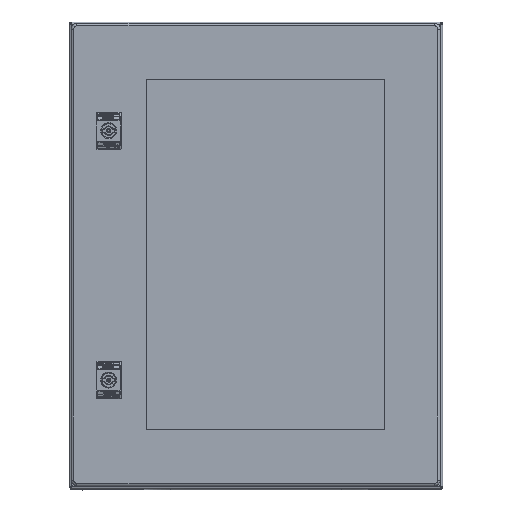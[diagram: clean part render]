
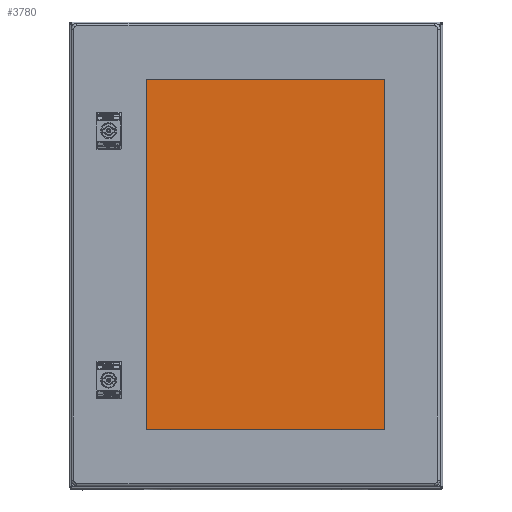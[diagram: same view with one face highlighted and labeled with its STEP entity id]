
A CAD part, top view. The second image highlights one B-rep face of the part: STEP entity #3780.
In plain terms, the highlighted planar face has unit normal (0, 0, 1).
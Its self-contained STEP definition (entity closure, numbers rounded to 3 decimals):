
#3780=ADVANCED_FACE('',(#11482),#11483,.F.);
#11482=FACE_OUTER_BOUND('',#27480,.T.);
#11483=PLANE('',#27481);
#27480=EDGE_LOOP('',(#58964,#58965,#58966,#58967));
#27481=AXIS2_PLACEMENT_3D('',#58968,#58969,#58970);
#58964=ORIENTED_EDGE('',*,*,#69682,.F.);
#58965=ORIENTED_EDGE('',*,*,#69680,.F.);
#58966=ORIENTED_EDGE('',*,*,#69683,.F.);
#58967=ORIENTED_EDGE('',*,*,#69636,.F.);
#58968=CARTESIAN_POINT('',(10.7,-0.2,149.81));
#58969=DIRECTION('',(0.0,0.0,-1.0));
#58970=DIRECTION('',(-1.0,0.0,0.0));
#69636=EDGE_CURVE('',#86015,#86017,#86018,.T.);
#69680=EDGE_CURVE('',#86092,#86094,#86095,.T.);
#69682=EDGE_CURVE('',#86094,#86015,#86097,.T.);
#69683=EDGE_CURVE('',#86017,#86092,#86098,.T.);
#86015=VERTEX_POINT('',#119109);
#86017=VERTEX_POINT('',#119112);
#86018=LINE('',#119113,#119114);
#86092=VERTEX_POINT('',#119218);
#86094=VERTEX_POINT('',#119221);
#86095=LINE('',#119222,#119223);
#86097=LINE('',#119226,#119227);
#86098=LINE('',#119228,#119229);
#119109=CARTESIAN_POINT('',(152.2,-201.7,149.81));
#119112=CARTESIAN_POINT('',(-130.8,-201.7,149.81));
#119113=CARTESIAN_POINT('',(152.2,-201.7,149.81));
#119114=VECTOR('',#134210,283.0);
#119218=CARTESIAN_POINT('',(-130.8,201.3,149.81));
#119221=CARTESIAN_POINT('',(152.2,201.3,149.81));
#119222=CARTESIAN_POINT('',(-130.8,201.3,149.81));
#119223=VECTOR('',#134278,283.0);
#119226=CARTESIAN_POINT('',(152.2,201.3,149.81));
#119227=VECTOR('',#134280,403.0);
#119228=CARTESIAN_POINT('',(-130.8,-201.7,149.81));
#119229=VECTOR('',#134281,403.0);
#134210=DIRECTION('',(-1.0,0.0,0.0));
#134278=DIRECTION('',(1.0,0.0,0.0));
#134280=DIRECTION('',(0.0,-1.0,0.0));
#134281=DIRECTION('',(0.0,1.0,0.0));
